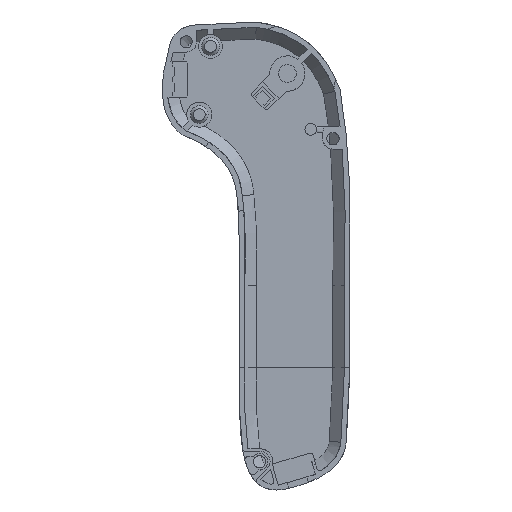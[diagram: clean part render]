
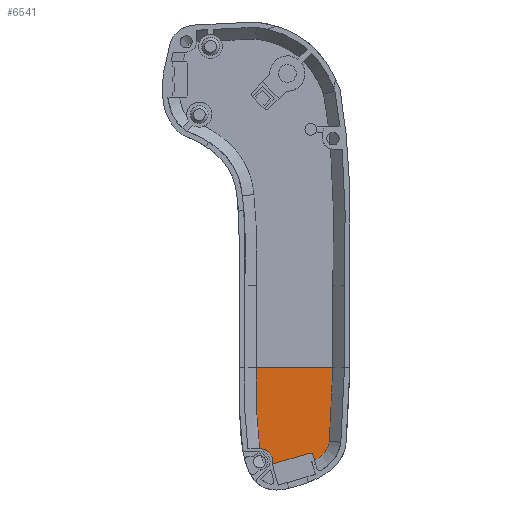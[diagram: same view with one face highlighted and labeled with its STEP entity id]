
A CAD part, top view. The second image highlights one B-rep face of the part: STEP entity #6541.
In plain terms, the highlighted planar face has unit normal (0, 0, 1).
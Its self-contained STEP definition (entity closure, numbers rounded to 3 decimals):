
#5242=CARTESIAN_POINT('',(-9.058,-20.,1.8));
#5252=CARTESIAN_POINT('',(-8.002,-47.5,
1.799));
#5261=DIRECTION('',(-1.,0.,0.));
#5262=VECTOR('',#5261,26.007);
#5263=CARTESIAN_POINT('',(16.948,-20.,1.8));
#5264=LINE('',#5263,#5262);
#5265=CARTESIAN_POINT('',(15.731,-44.995,1.8));
#5266=CARTESIAN_POINT('',(16.298,-36.208,1.8));
#5267=CARTESIAN_POINT('',(16.703,-27.875,1.8));
#5268=CARTESIAN_POINT('',(16.948,-20.,1.8));
#5270=CARTESIAN_POINT('',(10.742,-51.652,1.8));
#5271=CARTESIAN_POINT('',(11.644,-51.106,1.8));
#5272=CARTESIAN_POINT('',(13.299,-49.881,1.8));
#5273=CARTESIAN_POINT('',(15.063,-47.747,1.8));
#5274=CARTESIAN_POINT('',(15.604,-46.177,1.8));
#5275=CARTESIAN_POINT('',(15.731,-44.995,1.8));
#5277=DIRECTION('',(0.28,-0.96,0.));
#5278=VECTOR('',#5277,1.968);
#5279=CARTESIAN_POINT('',(10.191,-49.762,1.8));
#5280=LINE('',#5279,#5278);
#5281=CARTESIAN_POINT('',(9.231,-50.042,1.8));
#5282=DIRECTION('',(0.,0.,-1.));
#5283=DIRECTION('',(-0.28,0.96,0.));
#5284=AXIS2_PLACEMENT_3D('',#5281,#5282,#5283);
#5286=DIRECTION('',(0.96,0.28,0.));
#5287=VECTOR('',#5286,13.033);
#5288=CARTESIAN_POINT('',(-3.561,-52.736,1.8));
#5289=LINE('',#5288,#5287);
#5290=CARTESIAN_POINT('',(-8.,-52.,1.8));
#5291=DIRECTION('',(0.,0.,-1.));
#5292=DIRECTION('',(-0.001,1.,0.));
#5293=AXIS2_PLACEMENT_3D('',#5290,#5291,#5292);
#5295=CARTESIAN_POINT('',(-9.058,-20.,1.8));
#5296=CARTESIAN_POINT('',(-9.06,-20.126,1.8));
#5297=CARTESIAN_POINT('',(-9.142,-26.807,
1.8));
#5298=CARTESIAN_POINT('',(-9.264,-37.021,
1.801));
#5299=CARTESIAN_POINT('',(-8.427,-45.183,
1.799));
#5300=CARTESIAN_POINT('',(-8.002,-47.5,
1.799));
#5307=CARTESIAN_POINT('',(16.948,-20.,1.8));
#5314=CARTESIAN_POINT('',(15.731,-44.995,1.8));
#5812=CARTESIAN_POINT('',(10.191,-49.762,1.8));
#5813=VERTEX_POINT('',#5812);
#5814=CARTESIAN_POINT('',(8.95,-49.082,1.8));
#5815=VERTEX_POINT('',#5814);
#5816=CARTESIAN_POINT('',(-3.561,-52.736,1.8));
#5817=VERTEX_POINT('',#5816);
#5901=VERTEX_POINT('',#5252);
#5902=VERTEX_POINT('',#5314);
#5903=VERTEX_POINT('',#5270);
#5957=VERTEX_POINT('',#5242);
#5958=VERTEX_POINT('',#5307);
#6520=CARTESIAN_POINT('',(-3.471,8.659,1.8));
#6521=DIRECTION('',(0.,0.,1.));
#6522=DIRECTION('',(1.,0.,0.));
#6523=AXIS2_PLACEMENT_3D('',#6520,#6521,#6522);
#6524=PLANE('',#6523);
#6525=ORIENTED_EDGE('',*,*,#6029,.F.);
#6527=ORIENTED_EDGE('',*,*,#6526,.F.);
#6529=ORIENTED_EDGE('',*,*,#6528,.F.);
#6531=ORIENTED_EDGE('',*,*,#6530,.F.);
#6533=ORIENTED_EDGE('',*,*,#6532,.F.);
#6535=ORIENTED_EDGE('',*,*,#6534,.F.);
#6537=ORIENTED_EDGE('',*,*,#6536,.F.);
#6538=ORIENTED_EDGE('',*,*,#6512,.F.);
#6539=EDGE_LOOP('',(#6525,#6527,#6529,#6531,#6533,#6535,#6537,#6538));
#6540=FACE_OUTER_BOUND('',#6539,.F.);
#6541=ADVANCED_FACE('',(#6540),#6524,.T.);
#5269=B_SPLINE_CURVE_WITH_KNOTS('',3,(#5265,#5266,#5267,#5268),.UNSPECIFIED.,
.F.,.F.,(4,4),(0.,1.),.UNSPECIFIED.);
#5276=B_SPLINE_CURVE_WITH_KNOTS('',3,(#5270,#5271,#5272,#5273,#5274,#5275),
.UNSPECIFIED.,.F.,.F.,(4,1,1,4),(0.,0.251,0.554,1.),
.UNSPECIFIED.);
#5285=CIRCLE('',#5284,1.);
#5294=CIRCLE('',#5293,4.5);
#5301=B_SPLINE_CURVE_WITH_KNOTS('',3,(#5295,#5296,#5297,#5298,#5299,#5300),
.UNSPECIFIED.,.F.,.F.,(4,1,1,4),(0.,0.013,0.671,1.),
.UNSPECIFIED.);
#6029=EDGE_CURVE('',#5958,#5957,#5264,.T.);
#6512=EDGE_CURVE('',#5957,#5901,#5301,.T.);
#6526=EDGE_CURVE('',#5902,#5958,#5269,.T.);
#6528=EDGE_CURVE('',#5903,#5902,#5276,.T.);
#6530=EDGE_CURVE('',#5813,#5903,#5280,.T.);
#6532=EDGE_CURVE('',#5815,#5813,#5285,.T.);
#6534=EDGE_CURVE('',#5817,#5815,#5289,.T.);
#6536=EDGE_CURVE('',#5901,#5817,#5294,.T.);
